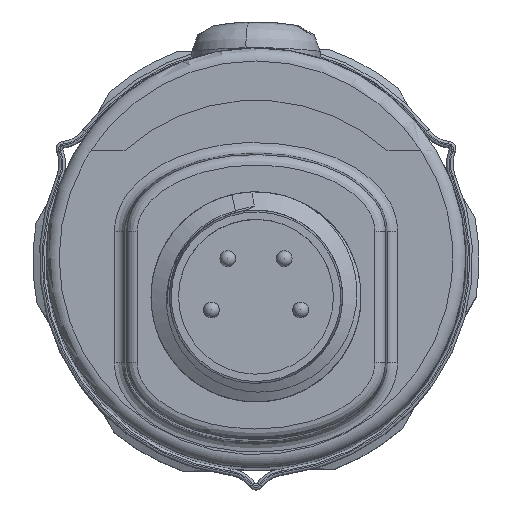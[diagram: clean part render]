
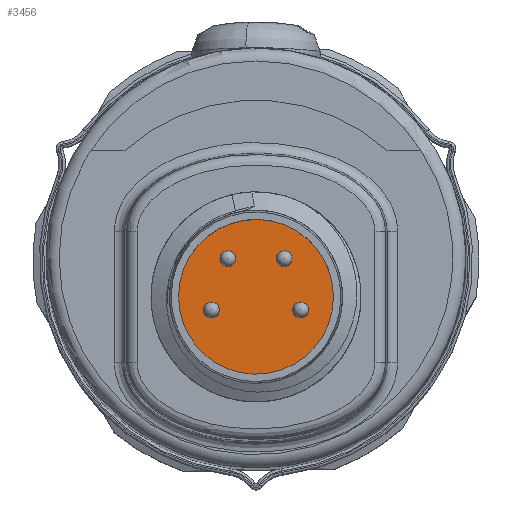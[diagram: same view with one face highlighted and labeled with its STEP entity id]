
A CAD part, top view. The second image highlights one B-rep face of the part: STEP entity #3456.
In plain terms, the highlighted planar face has unit normal (0, 0, 1).
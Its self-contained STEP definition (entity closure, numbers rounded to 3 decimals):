
#54=PLANE($,#3900);
#512=FACE_BOUND($,#957,.T.);
#513=FACE_BOUND($,#958,.T.);
#514=FACE_BOUND($,#959,.T.);
#515=FACE_BOUND($,#960,.T.);
#715=FACE_OUTER_BOUND($,#956,.T.);
#956=EDGE_LOOP($,(#2991));
#957=EDGE_LOOP($,(#2992));
#958=EDGE_LOOP($,(#2993));
#959=EDGE_LOOP($,(#2994));
#960=EDGE_LOOP($,(#2995));
#962=CIRCLE($,#3462,0.3);
#964=CIRCLE($,#3465,0.3);
#966=CIRCLE($,#3468,0.3);
#968=CIRCLE($,#3471,0.3);
#993=CIRCLE($,#3508,2.95);
#1214=VERTEX_POINT($,#4871);
#1216=VERTEX_POINT($,#4876);
#1218=VERTEX_POINT($,#4881);
#1220=VERTEX_POINT($,#4886);
#1268=VERTEX_POINT($,#6847);
#1539=EDGE_CURVE($,#1214,#1214,#962,.T.);
#1541=EDGE_CURVE($,#1216,#1216,#964,.T.);
#1543=EDGE_CURVE($,#1218,#1218,#966,.T.);
#1545=EDGE_CURVE($,#1220,#1220,#968,.T.);
#1597=EDGE_CURVE($,#1268,#1268,#993,.T.);
#2991=ORIENTED_EDGE($,*,*,#1597,.T.);
#2992=ORIENTED_EDGE($,*,*,#1539,.F.);
#2993=ORIENTED_EDGE($,*,*,#1541,.F.);
#2994=ORIENTED_EDGE($,*,*,#1543,.F.);
#2995=ORIENTED_EDGE($,*,*,#1545,.F.);
#3456=ADVANCED_FACE($,(#715,#512,#513,#514,#515),#54,.T.);
#3462=AXIS2_PLACEMENT_3D($,#4872,#3907,#3908);
#3465=AXIS2_PLACEMENT_3D($,#4877,#3913,#3914);
#3468=AXIS2_PLACEMENT_3D($,#4882,#3919,#3920);
#3471=AXIS2_PLACEMENT_3D($,#4887,#3925,#3926);
#3508=AXIS2_PLACEMENT_3D($,#6848,#3999,#4000);
#3900=AXIS2_PLACEMENT_3D($,#14820,#4865,#4866);
#3907=DIRECTION('center_axis',(0.,0.,
1.));
#3908=DIRECTION('ref_axis',(0.,-1.,0.));
#3913=DIRECTION('center_axis',(0.,0.,
1.));
#3914=DIRECTION('ref_axis',(0.,-1.,0.));
#3919=DIRECTION('center_axis',(0.,0.,
1.));
#3920=DIRECTION('ref_axis',(0.,-1.,0.));
#3925=DIRECTION('center_axis',(0.,0.,
1.));
#3926=DIRECTION('ref_axis',(0.,-1.,0.));
#3999=DIRECTION('center_axis',(0.,0.,1.));
#4000=DIRECTION('ref_axis',(1.,0.,0.));
#4865=DIRECTION('center_axis',(0.,0.,
1.));
#4866=DIRECTION('ref_axis',(-1.,0.,0.));
#4871=CARTESIAN_POINT('',(1.075,0.25,62.5));
#4872=CARTESIAN_POINT('Origin',(1.075,-0.05,62.5));
#4876=CARTESIAN_POINT('',(1.7,-1.7,62.5));
#4877=CARTESIAN_POINT('Origin',(1.7,-2.,62.5));
#4881=CARTESIAN_POINT('',(-1.7,-1.7,62.5));
#4882=CARTESIAN_POINT('Origin',(-1.7,-2.,62.5));
#4886=CARTESIAN_POINT('',(-1.075,0.25,62.5));
#4887=CARTESIAN_POINT('Origin',(-1.075,-0.05,62.5));
#6847=CARTESIAN_POINT('',(1.413,-4.09,62.5));
#6848=CARTESIAN_POINT('Origin',(0.,-1.5,
62.5));
#14820=CARTESIAN_POINT('Origin',(0.,-1.5,62.5));
